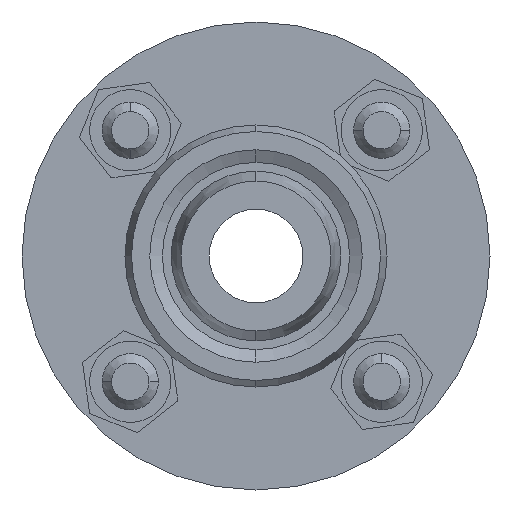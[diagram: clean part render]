
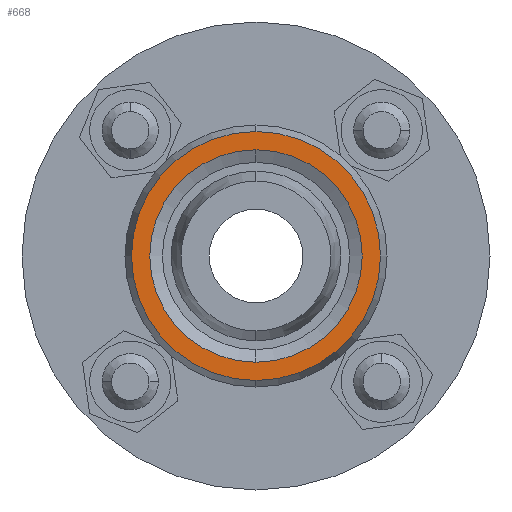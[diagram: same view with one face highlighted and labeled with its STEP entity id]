
A CAD part, left-side view. The second image highlights one B-rep face of the part: STEP entity #668.
In plain terms, the highlighted planar face has unit normal (-1, 0, 0).
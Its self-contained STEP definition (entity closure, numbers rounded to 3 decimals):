
#11 = CIRCLE ( 'NONE', #3730, 11.35 ) ;
#668 = ADVANCED_FACE ( 'NONE', ( #10877, #16176 ), #5653, .F. ) ;
#746 = DIRECTION ( 'NONE',  ( -1., 0., 0. ) ) ;
#1520 = DIRECTION ( 'NONE',  ( -1., 0., 0. ) ) ;
#1671 = DIRECTION ( 'NONE',  ( 1., 0., 0. ) ) ;
#1762 = CARTESIAN_POINT ( 'NONE',  ( -74.5, 0., 0. ) ) ;
#2030 = EDGE_CURVE ( 'NONE', #9779, #13388, #16071, .T. ) ;
#2083 = EDGE_CURVE ( 'NONE', #10205, #2197, #8337, .T. ) ;
#2197 = VERTEX_POINT ( 'NONE', #8712 ) ;
#2642 = DIRECTION ( 'NONE',  ( -1., 0., 0. ) ) ;
#3026 = EDGE_LOOP ( 'NONE', ( #15800, #8016 ) ) ;
#3074 = CARTESIAN_POINT ( 'NONE',  ( -74.5, 0., 0. ) ) ;
#3730 = AXIS2_PLACEMENT_3D ( 'NONE', #14274, #2642, #14119 ) ;
#5405 = EDGE_LOOP ( 'NONE', ( #7570, #15091 ) ) ;
#5653 = PLANE ( 'NONE',  #11118 ) ;
#6433 = CARTESIAN_POINT ( 'NONE',  ( -74.5, 0., 13.3 ) ) ;
#7441 = CARTESIAN_POINT ( 'NONE',  ( -74.5, 0., 11.35 ) ) ;
#7570 = ORIENTED_EDGE ( 'NONE', *, *, #2030, .T. ) ;
#8016 = ORIENTED_EDGE ( 'NONE', *, *, #13749, .F. ) ;
#8067 = AXIS2_PLACEMENT_3D ( 'NONE', #3074, #12124, #12541 ) ;
#8337 = CIRCLE ( 'NONE', #8067, 11.35 ) ;
#8712 = CARTESIAN_POINT ( 'NONE',  ( -74.5, 0., -11.35 ) ) ;
#8903 = AXIS2_PLACEMENT_3D ( 'NONE', #15953, #746, #16118 ) ;
#9562 = EDGE_CURVE ( 'NONE', #13388, #9779, #13148, .T. ) ;
#9779 = VERTEX_POINT ( 'NONE', #16211 ) ;
#10205 = VERTEX_POINT ( 'NONE', #7441 ) ;
#10877 = FACE_BOUND ( 'NONE', #3026, .T. ) ;
#11028 = AXIS2_PLACEMENT_3D ( 'NONE', #1762, #1520, #13057 ) ;
#11118 = AXIS2_PLACEMENT_3D ( 'NONE', #13047, #1671, #14379 ) ;
#12124 = DIRECTION ( 'NONE',  ( -1., 0., 0. ) ) ;
#12541 = DIRECTION ( 'NONE',  ( 0., 0., 1. ) ) ;
#13047 = CARTESIAN_POINT ( 'NONE',  ( -74.5, 13.3, 0. ) ) ;
#13057 = DIRECTION ( 'NONE',  ( 0., 0., 1. ) ) ;
#13148 = CIRCLE ( 'NONE', #11028, 13.3 ) ;
#13388 = VERTEX_POINT ( 'NONE', #6433 ) ;
#13749 = EDGE_CURVE ( 'NONE', #2197, #10205, #11, .T. ) ;
#14119 = DIRECTION ( 'NONE',  ( 0., 0., 1. ) ) ;
#14274 = CARTESIAN_POINT ( 'NONE',  ( -74.5, 0., 0. ) ) ;
#14379 = DIRECTION ( 'NONE',  ( 0., 0., -1. ) ) ;
#15091 = ORIENTED_EDGE ( 'NONE', *, *, #9562, .T. ) ;
#15800 = ORIENTED_EDGE ( 'NONE', *, *, #2083, .F. ) ;
#15953 = CARTESIAN_POINT ( 'NONE',  ( -74.5, 0., 0. ) ) ;
#16071 = CIRCLE ( 'NONE', #8903, 13.3 ) ;
#16118 = DIRECTION ( 'NONE',  ( 0., 0., 1. ) ) ;
#16176 = FACE_OUTER_BOUND ( 'NONE', #5405, .T. ) ;
#16211 = CARTESIAN_POINT ( 'NONE',  ( -74.5, 0., -13.3 ) ) ;
